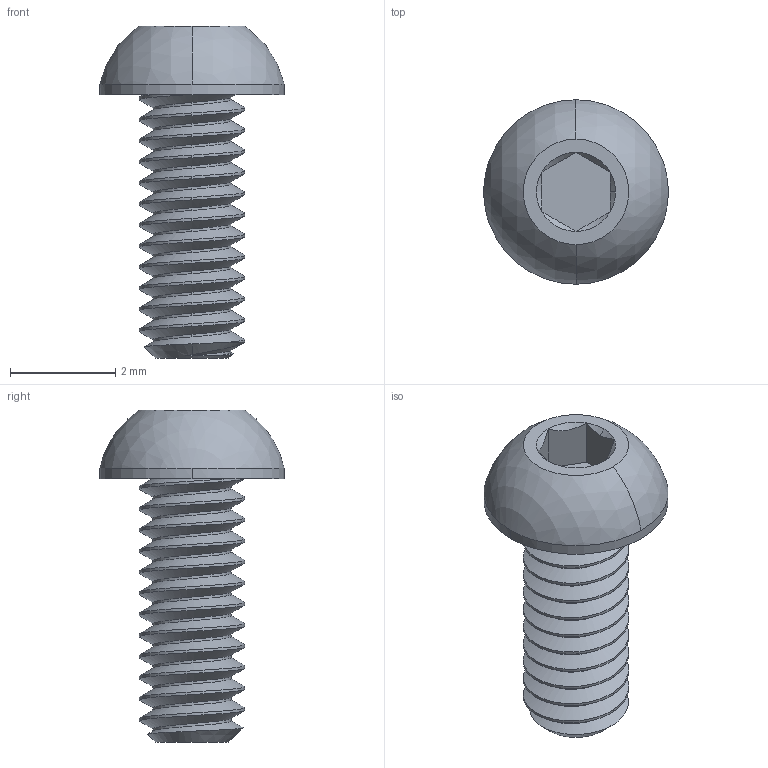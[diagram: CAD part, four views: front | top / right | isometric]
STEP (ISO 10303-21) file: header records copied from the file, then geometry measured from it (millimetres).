
FILE_DESCRIPTION (( 'STEP AP203' ), '1' );
FILE_NAME ('92095A452.step', '2014-02-26T20:04:16', ( '' ), ( '' ), 'SwSTEP 2.0', 'SolidWorks 2012', '' );
FILE_SCHEMA (( 'CONFIG_CONTROL_DESIGN' ));
Length unit declared in the file: millimetre
Products named in the file (1): 92095A452
Bounding box: 3.5 x 3.5 x 6.3 mm (x, y, z)
Volume: 20.2 mm3; surface area: 77.8 mm2
Topology: 1 solids, 1 shells, 76 faces, 203 edges, 131 vertices
Faces by surface type: cylinder 52, cone 10, plane 10, sphere 2, bspline 2
Entity records: 3433 total; most frequent: CARTESIAN_POINT 1773, ORIENTED_EDGE 406, DIRECTION 264, EDGE_CURVE 203, VERTEX_POINT 131, AXIS2_PLACEMENT_3D 99, EDGE_LOOP 78, FACE_OUTER_BOUND 76
